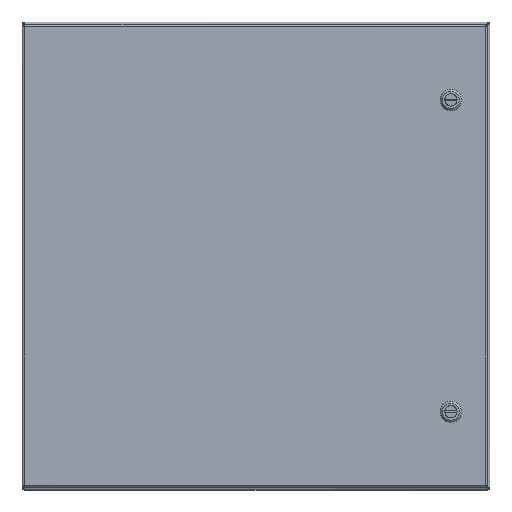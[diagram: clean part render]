
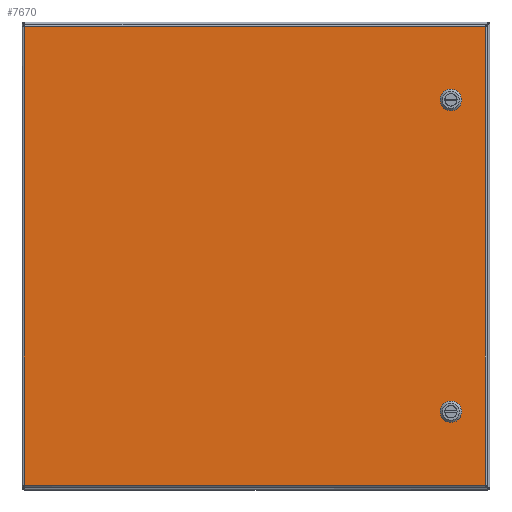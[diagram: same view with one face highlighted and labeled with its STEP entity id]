
A CAD part, top view. The second image highlights one B-rep face of the part: STEP entity #7670.
In plain terms, the highlighted face is planar.
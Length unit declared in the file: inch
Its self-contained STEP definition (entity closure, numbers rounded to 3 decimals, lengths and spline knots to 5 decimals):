
#5727=CARTESIAN_POINT('',(2.08762,4.275,0.0));
#5728=VERTEX_POINT('',#5727);
#5735=CARTESIAN_POINT('',(2.275,4.08762,0.0));
#5736=VERTEX_POINT('',#5735);
#5737=CARTESIAN_POINT('',(1.875,3.875,0.0));
#5738=DIRECTION('',(0.0,0.0,1.0));
#5739=DIRECTION('',(-0.469,-0.883,0.0));
#5740=AXIS2_PLACEMENT_3D('',#5737,#5738,#5739);
#5741=CIRCLE('',#5740,0.453);
#5742=EDGE_CURVE('',#5736,#5728,#5741,.T.);
#5767=CARTESIAN_POINT('',(2.275,3.66238,0.0));
#5768=VERTEX_POINT('',#5767);
#5769=CARTESIAN_POINT('',(2.275,3.66238,0.0));
#5770=DIRECTION('',(0.0,1.0,0.0));
#5771=VECTOR('',#5770,0.42525);
#5772=LINE('',#5769,#5771);
#5773=EDGE_CURVE('',#5768,#5736,#5772,.T.);
#5799=CARTESIAN_POINT('',(2.08762,3.475,0.0));
#5800=VERTEX_POINT('',#5799);
#5801=CARTESIAN_POINT('',(1.875,3.875,0.0));
#5802=DIRECTION('',(0.0,0.0,1.0));
#5803=DIRECTION('',(-0.883,0.469,0.0));
#5804=AXIS2_PLACEMENT_3D('',#5801,#5802,#5803);
#5805=CIRCLE('',#5804,0.453);
#5806=EDGE_CURVE('',#5800,#5768,#5805,.T.);
#5831=CARTESIAN_POINT('',(1.66238,3.475,0.0));
#5832=VERTEX_POINT('',#5831);
#5833=CARTESIAN_POINT('',(1.66238,3.475,0.0));
#5834=DIRECTION('',(1.0,0.0,0.0));
#5835=VECTOR('',#5834,0.42525);
#5836=LINE('',#5833,#5835);
#5837=EDGE_CURVE('',#5832,#5800,#5836,.T.);
#5863=CARTESIAN_POINT('',(1.475,3.66238,0.0));
#5864=VERTEX_POINT('',#5863);
#5865=CARTESIAN_POINT('',(1.875,3.875,0.0));
#5866=DIRECTION('',(0.0,0.0,1.0));
#5867=DIRECTION('',(0.469,0.883,0.0));
#5868=AXIS2_PLACEMENT_3D('',#5865,#5866,#5867);
#5869=CIRCLE('',#5868,0.453);
#5870=EDGE_CURVE('',#5864,#5832,#5869,.T.);
#5895=CARTESIAN_POINT('',(1.475,4.08762,0.0));
#5896=VERTEX_POINT('',#5895);
#5897=CARTESIAN_POINT('',(1.475,4.08762,0.0));
#5898=DIRECTION('',(0.0,-1.0,0.0));
#5899=VECTOR('',#5898,0.42525);
#5900=LINE('',#5897,#5899);
#5901=EDGE_CURVE('',#5896,#5864,#5900,.T.);
#5927=CARTESIAN_POINT('',(1.66238,4.275,0.0));
#5928=VERTEX_POINT('',#5927);
#5929=CARTESIAN_POINT('',(1.875,3.875,0.0));
#5930=DIRECTION('',(0.0,0.0,1.0));
#5931=DIRECTION('',(0.883,-0.469,0.0));
#5932=AXIS2_PLACEMENT_3D('',#5929,#5930,#5931);
#5933=CIRCLE('',#5932,0.453);
#5934=EDGE_CURVE('',#5928,#5896,#5933,.T.);
#5957=CARTESIAN_POINT('',(2.08762,4.275,0.0));
#5958=DIRECTION('',(-1.0,0.0,0.0));
#5959=VECTOR('',#5958,0.42525);
#5960=LINE('',#5957,#5959);
#5961=EDGE_CURVE('',#5728,#5928,#5960,.T.);
#5983=CARTESIAN_POINT('',(2.08762,20.275,0.0));
#5984=VERTEX_POINT('',#5983);
#5991=CARTESIAN_POINT('',(2.275,20.08762,0.0));
#5992=VERTEX_POINT('',#5991);
#5993=CARTESIAN_POINT('',(1.875,19.875,0.0));
#5994=DIRECTION('',(0.0,0.0,1.0));
#5995=DIRECTION('',(-0.469,-0.883,0.0));
#5996=AXIS2_PLACEMENT_3D('',#5993,#5994,#5995);
#5997=CIRCLE('',#5996,0.453);
#5998=EDGE_CURVE('',#5992,#5984,#5997,.T.);
#6023=CARTESIAN_POINT('',(2.275,19.66238,0.0));
#6024=VERTEX_POINT('',#6023);
#6025=CARTESIAN_POINT('',(2.275,19.66238,0.0));
#6026=DIRECTION('',(0.0,1.0,0.0));
#6027=VECTOR('',#6026,0.42525);
#6028=LINE('',#6025,#6027);
#6029=EDGE_CURVE('',#6024,#5992,#6028,.T.);
#6055=CARTESIAN_POINT('',(2.08762,19.475,0.0));
#6056=VERTEX_POINT('',#6055);
#6057=CARTESIAN_POINT('',(1.875,19.875,0.0));
#6058=DIRECTION('',(0.0,0.0,1.0));
#6059=DIRECTION('',(-0.883,0.469,0.0));
#6060=AXIS2_PLACEMENT_3D('',#6057,#6058,#6059);
#6061=CIRCLE('',#6060,0.453);
#6062=EDGE_CURVE('',#6056,#6024,#6061,.T.);
#6087=CARTESIAN_POINT('',(1.66238,19.475,0.0));
#6088=VERTEX_POINT('',#6087);
#6089=CARTESIAN_POINT('',(1.66238,19.475,0.0));
#6090=DIRECTION('',(1.0,0.0,0.0));
#6091=VECTOR('',#6090,0.42525);
#6092=LINE('',#6089,#6091);
#6093=EDGE_CURVE('',#6088,#6056,#6092,.T.);
#6119=CARTESIAN_POINT('',(1.475,19.66238,0.0));
#6120=VERTEX_POINT('',#6119);
#6121=CARTESIAN_POINT('',(1.875,19.875,0.0));
#6122=DIRECTION('',(0.0,0.0,1.0));
#6123=DIRECTION('',(0.469,0.883,0.0));
#6124=AXIS2_PLACEMENT_3D('',#6121,#6122,#6123);
#6125=CIRCLE('',#6124,0.453);
#6126=EDGE_CURVE('',#6120,#6088,#6125,.T.);
#6151=CARTESIAN_POINT('',(1.475,20.08762,0.0));
#6152=VERTEX_POINT('',#6151);
#6153=CARTESIAN_POINT('',(1.475,20.08762,0.0));
#6154=DIRECTION('',(0.0,-1.0,0.0));
#6155=VECTOR('',#6154,0.42525);
#6156=LINE('',#6153,#6155);
#6157=EDGE_CURVE('',#6152,#6120,#6156,.T.);
#6183=CARTESIAN_POINT('',(1.66238,20.275,0.0));
#6184=VERTEX_POINT('',#6183);
#6185=CARTESIAN_POINT('',(1.875,19.875,0.0));
#6186=DIRECTION('',(0.0,0.0,1.0));
#6187=DIRECTION('',(0.883,-0.469,0.0));
#6188=AXIS2_PLACEMENT_3D('',#6185,#6186,#6187);
#6189=CIRCLE('',#6188,0.453);
#6190=EDGE_CURVE('',#6184,#6152,#6189,.T.);
#6213=CARTESIAN_POINT('',(2.08762,20.275,0.0));
#6214=DIRECTION('',(-1.0,0.0,0.0));
#6215=VECTOR('',#6214,0.42525);
#6216=LINE('',#6213,#6215);
#6217=EDGE_CURVE('',#5984,#6184,#6216,.T.);
#6668=CARTESIAN_POINT('',(23.76975,0.10525,0.));
#6669=VERTEX_POINT('',#6668);
#6680=CARTESIAN_POINT('',(23.76975,23.64475,0.));
#6681=VERTEX_POINT('',#6680);
#6682=CARTESIAN_POINT('',(23.76975,23.64475,0.0));
#6683=DIRECTION('',(0.0,-1.0,0.0));
#6684=VECTOR('',#6683,23.5395);
#6685=LINE('',#6682,#6684);
#6686=EDGE_CURVE('',#6681,#6669,#6685,.T.);
#6838=CARTESIAN_POINT('',(0.10525,0.10525,0.));
#6839=VERTEX_POINT('',#6838);
#6850=CARTESIAN_POINT('',(23.76975,0.10525,0.0));
#6851=DIRECTION('',(-1.0,0.0,0.0));
#6852=VECTOR('',#6851,23.6645);
#6853=LINE('',#6850,#6852);
#6854=EDGE_CURVE('',#6669,#6839,#6853,.T.);
#7115=CARTESIAN_POINT('',(0.10525,23.64475,0.));
#7116=VERTEX_POINT('',#7115);
#7127=CARTESIAN_POINT('',(0.10525,0.10525,0.0));
#7128=DIRECTION('',(0.0,1.0,0.0));
#7129=VECTOR('',#7128,23.5395);
#7130=LINE('',#7127,#7129);
#7131=EDGE_CURVE('',#6839,#7116,#7130,.T.);
#7396=CARTESIAN_POINT('',(0.10525,23.64475,0.0));
#7397=DIRECTION('',(1.0,0.0,0.0));
#7398=VECTOR('',#7397,23.6645);
#7399=LINE('',#7396,#7398);
#7400=EDGE_CURVE('',#7116,#6681,#7399,.T.);
#7639=CARTESIAN_POINT('',(11.9375,11.875,0.0));
#7640=DIRECTION('',(0.0,0.0,1.0));
#7641=DIRECTION('',(1.0,0.0,0.0));
#7642=AXIS2_PLACEMENT_3D('',#7639,#7640,#7641);
#7643=PLANE('',#7642);
#7644=ORIENTED_EDGE('',*,*,#6686,.T.);
#7645=ORIENTED_EDGE('',*,*,#6854,.T.);
#7646=ORIENTED_EDGE('',*,*,#7131,.T.);
#7647=ORIENTED_EDGE('',*,*,#7400,.T.);
#7648=EDGE_LOOP('',(#7644,#7645,#7646,#7647));
#7649=FACE_OUTER_BOUND('',#7648,.T.);
#7650=ORIENTED_EDGE('',*,*,#5742,.T.);
#7651=ORIENTED_EDGE('',*,*,#5961,.T.);
#7652=ORIENTED_EDGE('',*,*,#5934,.T.);
#7653=ORIENTED_EDGE('',*,*,#5901,.T.);
#7654=ORIENTED_EDGE('',*,*,#5870,.T.);
#7655=ORIENTED_EDGE('',*,*,#5837,.T.);
#7656=ORIENTED_EDGE('',*,*,#5806,.T.);
#7657=ORIENTED_EDGE('',*,*,#5773,.T.);
#7658=EDGE_LOOP('',(#7650,#7651,#7652,#7653,#7654,#7655,#7656,#7657));
#7659=FACE_BOUND('',#7658,.T.);
#7660=ORIENTED_EDGE('',*,*,#5998,.T.);
#7661=ORIENTED_EDGE('',*,*,#6217,.T.);
#7662=ORIENTED_EDGE('',*,*,#6190,.T.);
#7663=ORIENTED_EDGE('',*,*,#6157,.T.);
#7664=ORIENTED_EDGE('',*,*,#6126,.T.);
#7665=ORIENTED_EDGE('',*,*,#6093,.T.);
#7666=ORIENTED_EDGE('',*,*,#6062,.T.);
#7667=ORIENTED_EDGE('',*,*,#6029,.T.);
#7668=EDGE_LOOP('',(#7660,#7661,#7662,#7663,#7664,#7665,#7666,#7667));
#7669=FACE_BOUND('',#7668,.T.);
#7670=ADVANCED_FACE('',(#7649,#7659,#7669),#7643,.F.);
